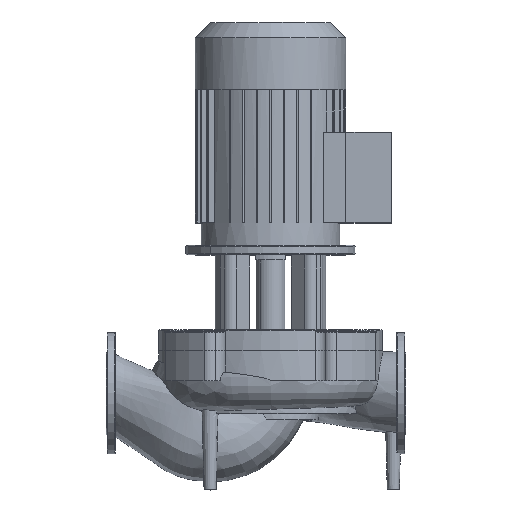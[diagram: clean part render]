
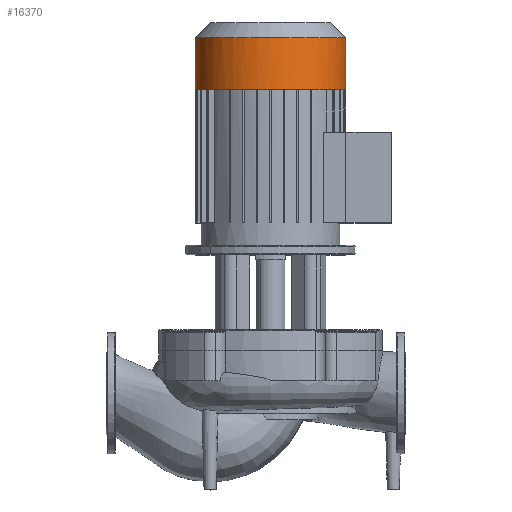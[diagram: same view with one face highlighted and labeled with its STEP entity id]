
A CAD part, top view. The second image highlights one B-rep face of the part: STEP entity #16370.
In plain terms, the highlighted cylindrical face has radius 156 mm (diameter 312 mm), a partial arc.
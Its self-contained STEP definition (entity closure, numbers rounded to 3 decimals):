
#11976=CARTESIAN_POINT('',(496.0,628.0,0.0));
#11977=VERTEX_POINT('',#11976);
#11978=CARTESIAN_POINT('',(496.0,734.8,0.0));
#11979=VERTEX_POINT('',#11978);
#11980=CARTESIAN_POINT('',(496.0,628.0,0.0));
#11981=DIRECTION('',(0.0,1.0,0.0));
#11982=VECTOR('',#11981,106.8);
#11983=LINE('',#11980,#11982);
#11984=EDGE_CURVE('',#11977,#11979,#11983,.T.);
#11986=CARTESIAN_POINT('',(184.0,628.0,0.));
#11987=VERTEX_POINT('',#11986);
#11995=CARTESIAN_POINT('',(184.0,734.8,0.));
#11996=VERTEX_POINT('',#11995);
#11997=CARTESIAN_POINT('',(184.0,628.0,0.));
#11998=DIRECTION('',(0.0,1.0,0.0));
#11999=VECTOR('',#11998,106.8);
#12000=LINE('',#11997,#11999);
#12001=EDGE_CURVE('',#11987,#11996,#12000,.T.);
#14919=CARTESIAN_POINT('',(340.0,628.0,0.0));
#14920=DIRECTION('',(0.0,1.0,0.0));
#14921=DIRECTION('',(1.0,0.0,0.0));
#14922=AXIS2_PLACEMENT_3D('',#14919,#14920,#14921);
#14923=CIRCLE('',#14922,156.0);
#14924=EDGE_CURVE('',#11987,#11977,#14923,.T.);
#16349=CARTESIAN_POINT('',(340.0,734.8,0.0));
#16350=DIRECTION('',(0.0,1.0,0.0));
#16351=DIRECTION('',(1.0,0.0,0.0));
#16352=AXIS2_PLACEMENT_3D('',#16349,#16350,#16351);
#16353=CIRCLE('',#16352,156.0);
#16354=EDGE_CURVE('',#11996,#11979,#16353,.T.);
#16359=CARTESIAN_POINT('',(340.0,766.0,0.0));
#16360=DIRECTION('',(0.0,-1.0,0.0));
#16361=DIRECTION('',(1.0,0.0,0.0));
#16362=AXIS2_PLACEMENT_3D('',#16359,#16360,#16361);
#16363=CYLINDRICAL_SURFACE('',#16362,156.0);
#16364=ORIENTED_EDGE('',*,*,#11984,.T.);
#16365=ORIENTED_EDGE('',*,*,#16354,.F.);
#16366=ORIENTED_EDGE('',*,*,#12001,.F.);
#16367=ORIENTED_EDGE('',*,*,#14924,.T.);
#16368=EDGE_LOOP('',(#16364,#16365,#16366,#16367));
#16369=FACE_OUTER_BOUND('',#16368,.T.);
#16370=ADVANCED_FACE('',(#16369),#16363,.T.);
